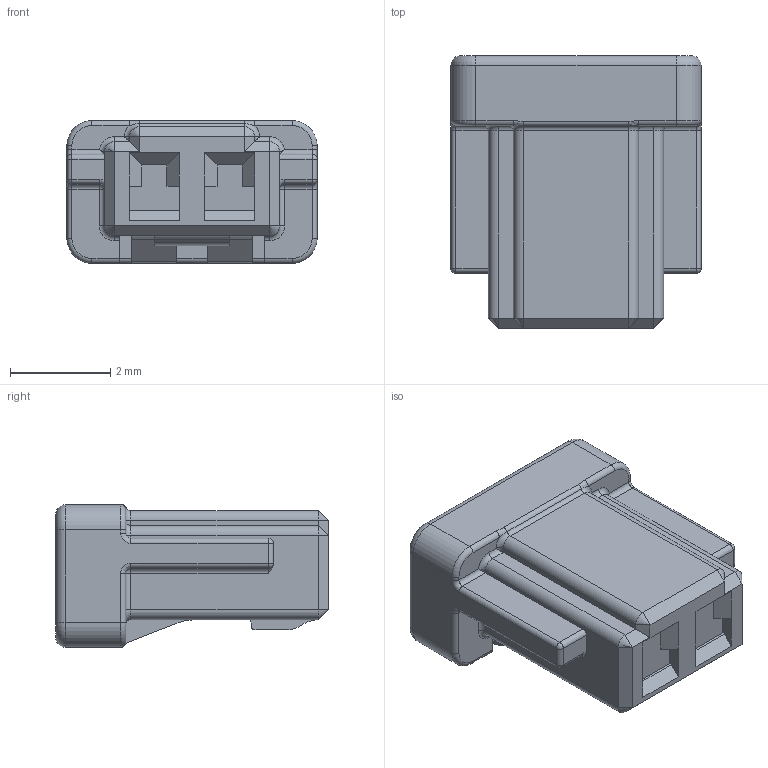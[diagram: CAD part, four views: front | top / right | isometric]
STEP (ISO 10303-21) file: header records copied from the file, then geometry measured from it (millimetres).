
FILE_DESCRIPTION((''),'2;1');
FILE_NAME('KH1600051_CUSTOMER_015_2F_HSG','2018-02-19T',('parkkh'),(''),'CREO PARAMETRIC BY PTC INC, 2017300','CREO PARAMETRIC BY PTC INC, 2017300','');
FILE_SCHEMA(('CONFIG_CONTROL_DESIGN'));
Length unit declared in the file: millimetre
Products named in the file (1): KH1600051_CUSTOMER_015_2F_HSG
Bounding box: 5 x 5.45 x 2.85 mm (x, y, z)
Volume: 50.2 mm3; surface area: 104.1 mm2
Topology: 1 solids, 1 shells, 267 faces, 677 edges, 416 vertices
Faces by surface type: plane 150, cylinder 75, torus 18, cone 14, sphere 6, bspline 4
Entity records: 8135 total; most frequent: CARTESIAN_POINT 1689, ORIENTED_EDGE 1342, DIRECTION 1318, EDGE_CURVE 671, VECTOR 478, LINE 478, AXIS2_PLACEMENT_3D 420, VERTEX_POINT 416
